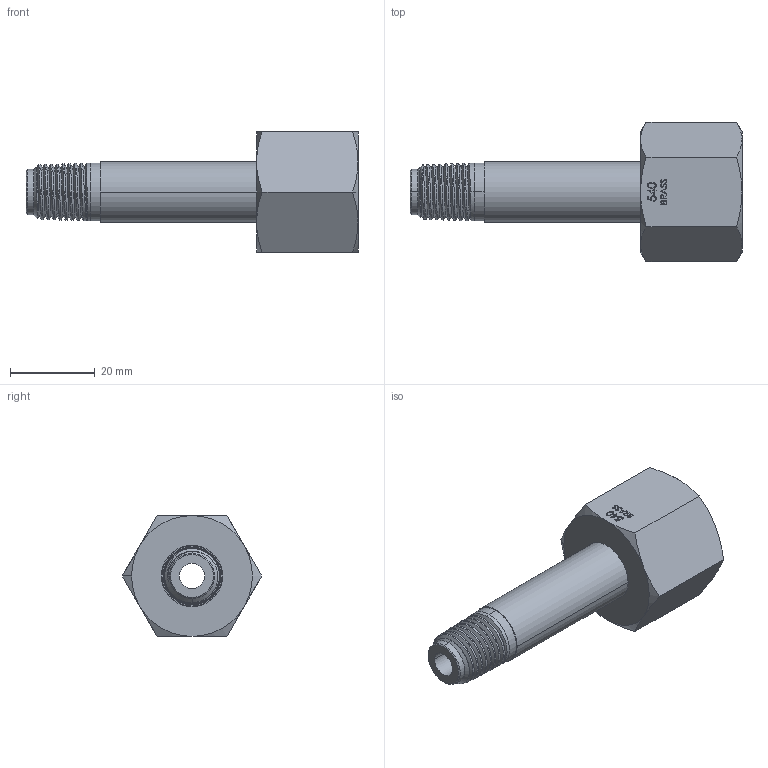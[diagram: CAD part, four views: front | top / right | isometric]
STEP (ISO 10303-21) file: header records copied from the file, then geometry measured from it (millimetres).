
FILE_DESCRIPTION (( 'STEP AP203' ), '1' );
FILE_NAME ('INL-540BR-4M-48.STEP', '2025-02-21T13:11:37', ( '' ), ( '' ), 'SwSTEP 2.0', 'SolidWorks 2018', '' );
FILE_SCHEMA (( 'CONFIG_CONTROL_DESIGN' ));
Length unit declared in the file: inch
Products named in the file (3): PRT-001003; PRT-001562; INL-540BR-4M-48
Assembly tree (2 placements, depth 2):
  INL-540BR-4M-48
    PRT-001562
    PRT-001003
Bounding box: 78.52 x 33 x 28.57 mm (x, y, z)
Volume: 18897.9 mm3; surface area: 10271.8 mm2
Topology: 2 solids, 2 shells, 240 faces, 605 edges, 388 vertices
Faces by surface type: plane 89, bspline 64, cone 52, cylinder 27, torus 8
Entity records: 14377 total; most frequent: CARTESIAN_POINT 8810, ORIENTED_EDGE 1210, DIRECTION 866, EDGE_CURVE 605, VERTEX_POINT 388, LINE 302, VECTOR 302, AXIS2_PLACEMENT_3D 282
